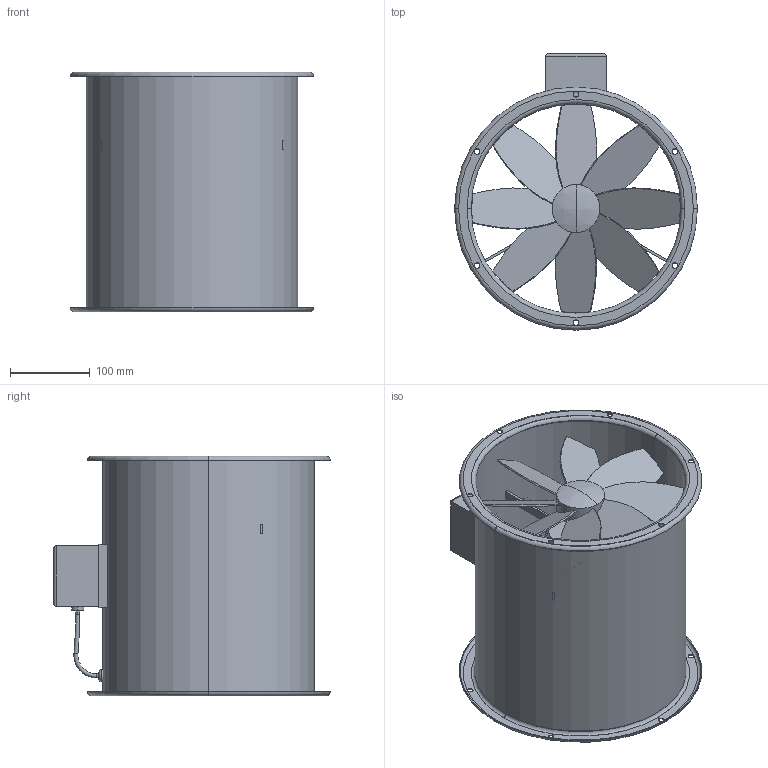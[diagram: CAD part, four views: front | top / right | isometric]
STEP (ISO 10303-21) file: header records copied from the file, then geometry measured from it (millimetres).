
FILE_DESCRIPTION (( 'STEP AP214' ), '1' );
FILE_NAME ('EZR 25-4D.step', '2009-06-28T23:08:13', ( 'Wolfgang Schmidt' ), ( 'WS-KO' ), 'SwSTEP 2.0', 'SolidWorks 2008', '' );
FILE_SCHEMA (( 'AUTOMOTIVE_DESIGN' ));
Length unit declared in the file: millimetre
Products named in the file (1): EZR 25-4D
Bounding box: 304 x 346 x 300 mm (x, y, z)
Volume: 1452163.7 mm3; surface area: 790717.8 mm2
Topology: 6 solids, 6 shells, 291 faces, 698 edges, 455 vertices
Faces by surface type: plane 103, cylinder 90, torus 76, bspline 16, sphere 6
Entity records: 10458 total; most frequent: CARTESIAN_POINT 3751, ORIENTED_EDGE 1388, DIRECTION 1234, EDGE_CURVE 694, AXIS2_PLACEMENT_3D 514, VERTEX_POINT 453, EDGE_LOOP 357, FACE_OUTER_BOUND 291
